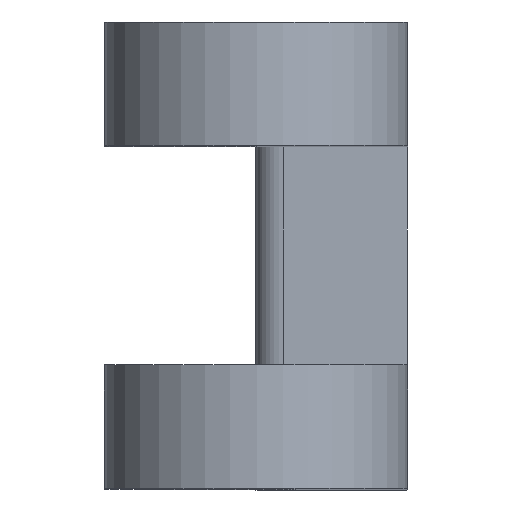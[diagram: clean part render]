
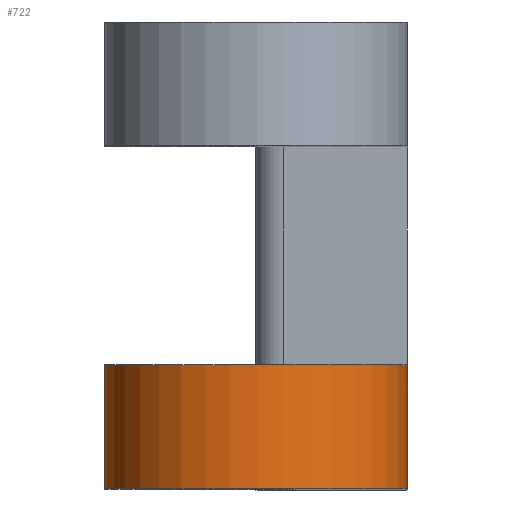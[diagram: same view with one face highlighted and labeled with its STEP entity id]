
A CAD part, top view. The second image highlights one B-rep face of the part: STEP entity #722.
In plain terms, the highlighted cylindrical face has radius 5.527 mm (diameter 11.055 mm), a partial arc.
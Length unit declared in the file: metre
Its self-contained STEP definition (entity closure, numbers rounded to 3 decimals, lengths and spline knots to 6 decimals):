
#36=CIRCLE('',#789,0.005527);
#37=CIRCLE('',#790,0.005527);
#132=ORIENTED_EDGE('',*,*,#349,.F.);
#133=ORIENTED_EDGE('',*,*,#350,.T.);
#134=ORIENTED_EDGE('',*,*,#351,.F.);
#135=ORIENTED_EDGE('',*,*,#339,.T.);
#339=EDGE_CURVE('',#448,#447,#506,.T.);
#349=EDGE_CURVE('',#457,#447,#36,.T.);
#350=EDGE_CURVE('',#457,#458,#512,.F.);
#351=EDGE_CURVE('',#448,#458,#37,.T.);
#447=VERTEX_POINT('',#1174);
#448=VERTEX_POINT('',#1176);
#457=VERTEX_POINT('',#1198);
#458=VERTEX_POINT('',#1200);
#506=LINE('',#1175,#559);
#512=LINE('',#1199,#565);
#559=VECTOR('',#902,1.);
#565=VECTOR('',#924,1.);
#599=EDGE_LOOP('',(#132,#133,#134,#135));
#650=FACE_BOUND('',#599,.T.);
#697=CYLINDRICAL_SURFACE('',#788,0.005527);
#722=ADVANCED_FACE('',(#650),#697,.T.);
#788=AXIS2_PLACEMENT_3D('',#1196,#920,#921);
#789=AXIS2_PLACEMENT_3D('',#1197,#922,#923);
#790=AXIS2_PLACEMENT_3D('',#1201,#925,#926);
#902=DIRECTION('',(0.,1.,0.));
#920=DIRECTION('',(0.,1.,0.));
#921=DIRECTION('',(0.,0.,1.));
#922=DIRECTION('',(0.,1.,0.));
#923=DIRECTION('',(0.,0.,1.));
#924=DIRECTION('',(0.,1.,0.));
#925=DIRECTION('',(0.,-1.,0.));
#926=DIRECTION('',(0.,0.,-1.));
#1174=CARTESIAN_POINT('',(0.009919,-0.0125,0.075557));
#1175=CARTESIAN_POINT('',(0.009919,-0.017,0.075557));
#1176=CARTESIAN_POINT('',(0.009919,-0.017,0.075557));
#1196=CARTESIAN_POINT('',(0.004391,-0.017,0.075557));
#1197=CARTESIAN_POINT('',(0.004391,-0.0125,0.075557));
#1198=CARTESIAN_POINT('',(0.002446,-0.0125,0.070383));
#1199=CARTESIAN_POINT('',(0.002446,-0.017,0.070383));
#1200=CARTESIAN_POINT('',(0.002446,-0.017,0.070383));
#1201=CARTESIAN_POINT('',(0.004391,-0.017,0.075557));
